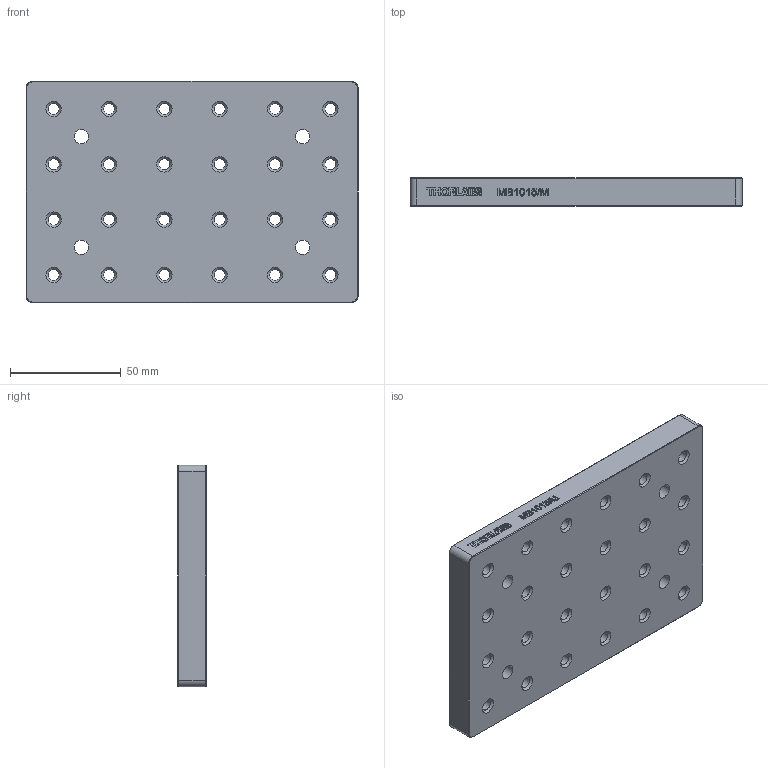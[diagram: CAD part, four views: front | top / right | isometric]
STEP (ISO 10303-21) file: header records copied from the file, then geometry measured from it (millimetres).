
FILE_DESCRIPTION(/* description */ ('STEP AP203'),/* implementation_level */ '2;1');
FILE_NAME(/* name */ 'cradle_mb1015m_ext.stp',/* time_stamp */ '2022-12-10T13:38:10+01:00',/* author */ ('Rik Ubaghs'),/* organization */ (''),/* preprocessor_version */ 'ST-DEVELOPER v18.1',/* originating_system */ 'Autodesk Inventor 2021',/* authorisation */ '');
FILE_SCHEMA (('AUTOMOTIVE_DESIGN { 1 0 10303 214 3 1 1 }'));
Length unit declared in the file: millimetre
Products named in the file (1): cradle_mb1015m_ext
Bounding box: 150 x 12.7 x 100 mm (x, y, z)
Volume: 180687.6 mm3; surface area: 40695.4 mm2
Topology: 1 solids, 1 shells, 365 faces, 1056 edges, 720 vertices
Faces by surface type: plane 183, cylinder 83, cone 60, bspline 39
Full cylindrical faces by diameter (mm): 5 x24, 6.6 x4, 11 x4
Entity records: 14153 total; most frequent: CARTESIAN_POINT 4249, ORIENTED_EDGE 2112, DIRECTION 1982, EDGE_CURVE 1056, VERTEX_POINT 720, AXIS2_PLACEMENT_3D 673, LINE 636, VECTOR 636
